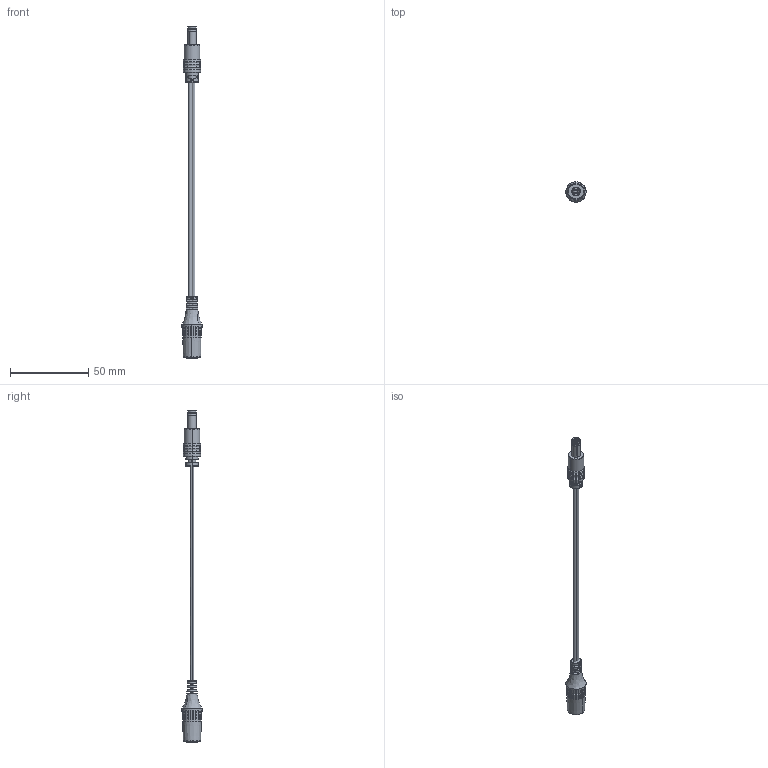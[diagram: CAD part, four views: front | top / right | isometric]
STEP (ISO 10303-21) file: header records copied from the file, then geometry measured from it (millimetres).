
FILE_DESCRIPTION (( 'STEP AP203' ), '1' );
FILE_NAME ('053-0378R.step', '2016-09-15T23:09:18', ( '' ), ( '' ), 'SwSTEP 2.0', 'SolidWorks 2015', '' );
FILE_SCHEMA (( 'CONFIG_CONTROL_DESIGN' ));
Length unit declared in the file: millimetre
Products named in the file (13): 50-00025 shell; 50-00025 pin; 50-00024 shell; 50-00025; 24-00054; 50-00025 contact; 30-00007_wbc; 50-00025 insulator; 053-0378R; 50-00024; 50-00024 contact; 50-00024 insulator; 24-00016
Assembly tree (12 placements, depth 3):
  053-0378R
    30-00007_wbc
    24-00016
    24-00054
    50-00024
      50-00024 contact
      50-00024 insulator
      50-00024 shell
    50-00025
      50-00025 insulator
      50-00025 pin
      50-00025 shell
      50-00025 contact
Bounding box: 12.99 x 13 x 212.8 mm (x, y, z)
Volume: 6314.2 mm3; surface area: 8002.7 mm2
Topology: 17 solids, 17 shells, 649 faces, 1606 edges, 1011 vertices
Faces by surface type: plane 226, bspline 147, cylinder 139, torus 78, cone 59
Entity records: 28212 total; most frequent: CARTESIAN_POINT 12583, ORIENTED_EDGE 3208, DIRECTION 2599, EDGE_CURVE 1604, AXIS2_PLACEMENT_3D 1022, VERTEX_POINT 1011, EDGE_LOOP 695, FACE_OUTER_BOUND 649
